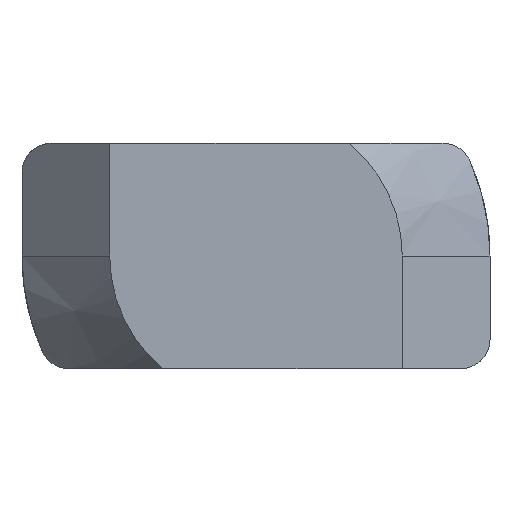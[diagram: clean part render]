
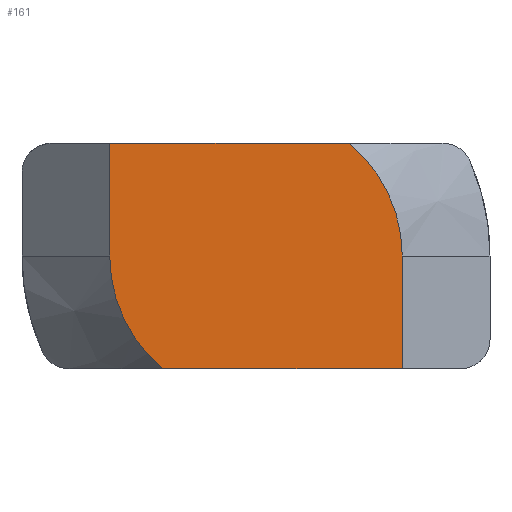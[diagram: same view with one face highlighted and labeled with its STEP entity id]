
A CAD part, front view. The second image highlights one B-rep face of the part: STEP entity #161.
In plain terms, the highlighted planar face has unit normal (0, -1, 0).
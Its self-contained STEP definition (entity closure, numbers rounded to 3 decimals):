
#161 = ADVANCED_FACE( '', ( #334 ), #335, .F. );
#334 = FACE_OUTER_BOUND( '', #515, .T. );
#335 = PLANE( '', #516 );
#515 = EDGE_LOOP( '', ( #937, #938, #939, #940, #941, #942 ) );
#516 = AXIS2_PLACEMENT_3D( '', #943, #944, #945 );
#937 = ORIENTED_EDGE( '', *, *, #1109, .T. );
#938 = ORIENTED_EDGE( '', *, *, #1185, .F. );
#939 = ORIENTED_EDGE( '', *, *, #1218, .F. );
#940 = ORIENTED_EDGE( '', *, *, #1282, .T. );
#941 = ORIENTED_EDGE( '', *, *, #1146, .T. );
#942 = ORIENTED_EDGE( '', *, *, #1283, .T. );
#943 = CARTESIAN_POINT( '', ( 8., 0., 3.85 ) );
#944 = DIRECTION( '', ( 0., 1., 0. ) );
#945 = DIRECTION( '', ( 0., 0., 1. ) );
#1109 = EDGE_CURVE( '', #1325, #1323, #1326, .T. );
#1146 = EDGE_CURVE( '', #1391, #1389, #1392, .T. );
#1185 = EDGE_CURVE( '', #1449, #1323, #1451, .T. );
#1218 = EDGE_CURVE( '', #1502, #1449, #1504, .T. );
#1282 = EDGE_CURVE( '', #1502, #1391, #1592, .T. );
#1283 = EDGE_CURVE( '', #1389, #1325, #1593, .T. );
#1323 = VERTEX_POINT( '', #1639 );
#1325 = VERTEX_POINT( '', #1642 );
#1326 = LINE( '', #1643, #1644 );
#1389 = VERTEX_POINT( '', #1729 );
#1391 = VERTEX_POINT( '', #1736 );
#1392 = CIRCLE( '', #1737, 5. );
#1449 = VERTEX_POINT( '', #1820 );
#1451 = CIRCLE( '', #1827, 5. );
#1502 = VERTEX_POINT( '', #1897 );
#1504 = LINE( '', #1900, #1901 );
#1592 = LINE( '', #2013, #2014 );
#1593 = LINE( '', #2015, #2016 );
#1639 = CARTESIAN_POINT( '', ( -5., 0., 0. ) );
#1642 = CARTESIAN_POINT( '', ( -5., 0., 3.85 ) );
#1643 = CARTESIAN_POINT( '', ( -5., 0., 3.85 ) );
#1644 = VECTOR( '', #2070, 1000. );
#1729 = CARTESIAN_POINT( '', ( 3.19, 0., 3.85 ) );
#1736 = CARTESIAN_POINT( '', ( 5., 0., 0. ) );
#1737 = AXIS2_PLACEMENT_3D( '', #2129, #2130, #2131 );
#1820 = CARTESIAN_POINT( '', ( -3.19, 0., -3.85 ) );
#1827 = AXIS2_PLACEMENT_3D( '', #2179, #2180, #2181 );
#1897 = CARTESIAN_POINT( '', ( 5., 0., -3.85 ) );
#1900 = CARTESIAN_POINT( '', ( 8., 0., -3.85 ) );
#1901 = VECTOR( '', #2217, 1000. );
#2013 = CARTESIAN_POINT( '', ( 5., 0., -3.85 ) );
#2014 = VECTOR( '', #2305, 1000. );
#2015 = CARTESIAN_POINT( '', ( 8., 0., 3.85 ) );
#2016 = VECTOR( '', #2306, 1000. );
#2070 = DIRECTION( '', ( 0., 0., -1. ) );
#2129 = CARTESIAN_POINT( '', ( 0., 0., 0. ) );
#2130 = DIRECTION( '', ( 0., -1., 0. ) );
#2131 = DIRECTION( '', ( 0., 0., -1. ) );
#2179 = CARTESIAN_POINT( '', ( 0., 0., 0. ) );
#2180 = DIRECTION( '', ( 0., 1., 0. ) );
#2181 = DIRECTION( '', ( 0., 0., 1. ) );
#2217 = DIRECTION( '', ( -1., 0., 0. ) );
#2305 = DIRECTION( '', ( 0., 0., 1. ) );
#2306 = DIRECTION( '', ( -1., 0., 0. ) );
